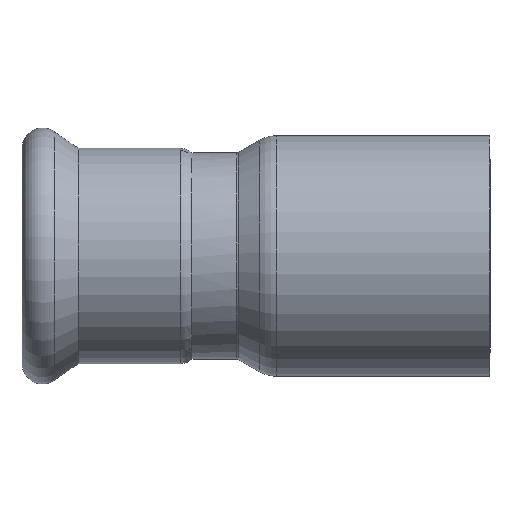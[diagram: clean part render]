
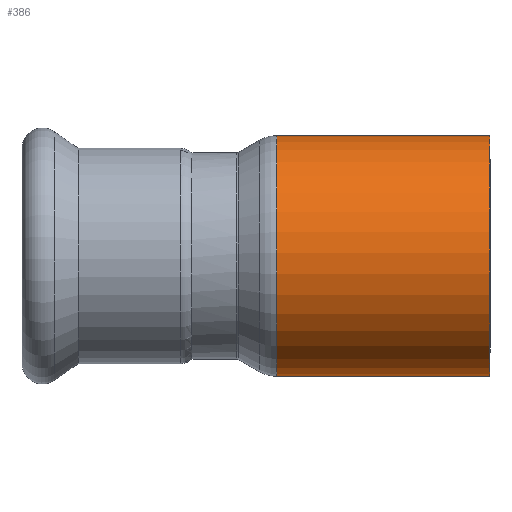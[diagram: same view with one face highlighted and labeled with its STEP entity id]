
A CAD part, front view. The second image highlights one B-rep face of the part: STEP entity #386.
In plain terms, the highlighted cylindrical face has radius 17.5 mm (diameter 35 mm), a full revolution.
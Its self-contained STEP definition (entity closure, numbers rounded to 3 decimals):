
#29=LINE('',#676,#42);
#42=VECTOR('',#540,17.5);
#54=CYLINDRICAL_SURFACE('',#447,17.5);
#65=FACE_OUTER_BOUND('',#91,.T.);
#91=EDGE_LOOP('',(#262,#263,#264,#265));
#124=CIRCLE('',#445,17.5);
#126=CIRCLE('',#448,17.5);
#162=VERTEX_POINT('',#670);
#163=VERTEX_POINT('',#674);
#197=EDGE_CURVE('',#162,#162,#124,.T.);
#199=EDGE_CURVE('',#163,#163,#126,.T.);
#200=EDGE_CURVE('',#163,#162,#29,.T.);
#262=ORIENTED_EDGE('',*,*,#199,.F.);
#263=ORIENTED_EDGE('',*,*,#200,.T.);
#264=ORIENTED_EDGE('',*,*,#197,.T.);
#265=ORIENTED_EDGE('',*,*,#200,.F.);
#386=ADVANCED_FACE('',(#65),#54,.T.);
#445=AXIS2_PLACEMENT_3D('',#671,#532,#533);
#447=AXIS2_PLACEMENT_3D('',#673,#536,#537);
#448=AXIS2_PLACEMENT_3D('',#675,#538,#539);
#532=DIRECTION('center_axis',(1.,0.,0.));
#533=DIRECTION('ref_axis',(0.,-1.,0.));
#536=DIRECTION('center_axis',(1.,0.,0.));
#537=DIRECTION('ref_axis',(0.,-0.479,0.878));
#538=DIRECTION('center_axis',(1.,0.,0.));
#539=DIRECTION('ref_axis',(0.,-1.,0.));
#540=DIRECTION('',(-1.,0.,0.));
#670=CARTESIAN_POINT('',(11.45,8.39,-15.358));
#671=CARTESIAN_POINT('Origin',(11.45,0.,0.));
#673=CARTESIAN_POINT('Origin',(-7.55,0.,0.));
#674=CARTESIAN_POINT('',(42.45,8.39,-15.358));
#675=CARTESIAN_POINT('Origin',(42.45,0.,0.));
#676=CARTESIAN_POINT('',(-7.55,8.39,-15.358));
